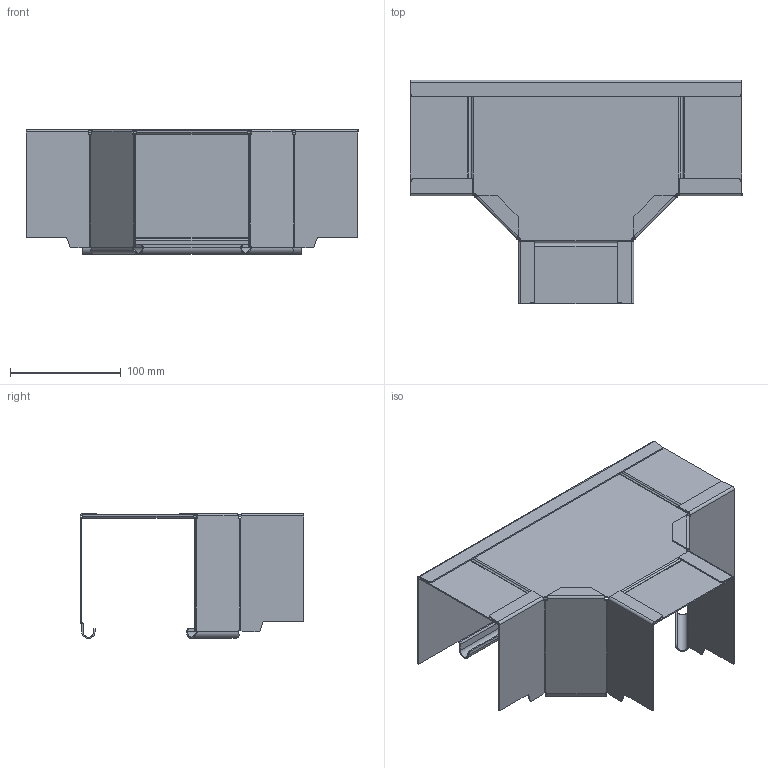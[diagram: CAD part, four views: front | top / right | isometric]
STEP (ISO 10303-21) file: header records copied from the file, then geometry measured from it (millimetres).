
FILE_DESCRIPTION((''),'2;1');
FILE_NAME('60420_T-ABZWEIG_REF_ASM','2013-07-23T',('AndreasKeweloh'),(''),'PRO/ENGINEER BY PARAMETRIC TECHNOLOGY CORPORATION, 2012360','PRO/ENGINEER BY PARAMETRIC TECHNOLOGY CORPORATION, 2012360','');
FILE_SCHEMA(('CONFIG_CONTROL_DESIGN'));
Length unit declared in the file: millimetre
Products named in the file (4): 60420_INNENHOLM_110_REF; 60420HOLM_RTM_REF; 60420_BODENBLECH_REF; 60420_T-ABZWEIG_REF_ASM
Assembly tree (4 placements, depth 2):
  60420_T-ABZWEIG_REF_ASM
    60420_INNENHOLM_110_REF  x2
    60420HOLM_RTM_REF
    60420_BODENBLECH_REF
Bounding box: 300.17 x 202.33 x 113 mm (x, y, z)
Volume: 153623 mm3; surface area: 249815.3 mm2
Topology: 4 solids, 4 shells, 355 faces, 900 edges, 564 vertices
Faces by surface type: plane 249, cylinder 78, bspline 20, extrusion 8
Entity records: 6852 total; most frequent: CARTESIAN_POINT 1507, ORIENTED_EDGE 1100, DIRECTION 1068, EDGE_CURVE 550, VECTOR 422, LINE 418, VERTEX_POINT 344, AXIS2_PLACEMENT_3D 323
